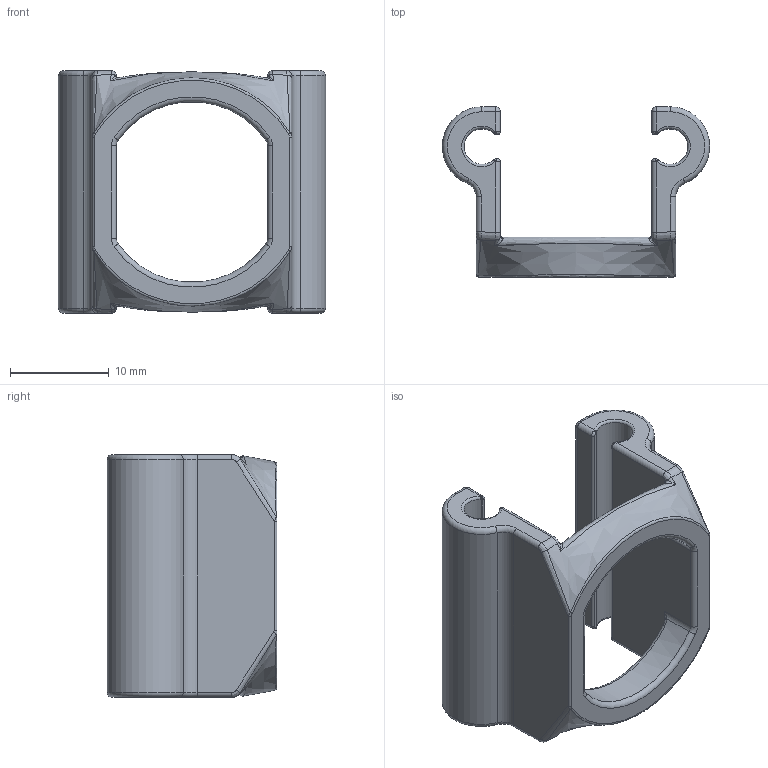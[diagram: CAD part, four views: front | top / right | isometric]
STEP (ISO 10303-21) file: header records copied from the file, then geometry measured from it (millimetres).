
FILE_DESCRIPTION((''),'2;1');
FILE_NAME('156776_SW','2011-10-06T',('banengservice'),('BANNER ENGINEERING'),'PRO/ENGINEER BY PARAMETRIC TECHNOLOGY CORPORATION, 2009141','PRO/ENGINEER BY PARAMETRIC TECHNOLOGY CORPORATION, 2009141','');
FILE_SCHEMA(('CONFIG_CONTROL_DESIGN'));
Length unit declared in the file: inch
Products named in the file (1): 156776_SW
Bounding box: 27 x 17.17 x 24.5 mm (x, y, z)
Volume: 2836.1 mm3; surface area: 2839.5 mm2
Topology: 1 solids, 1 shells, 159 faces, 354 edges, 196 vertices
Faces by surface type: bspline 62, cylinder 46, torus 20, plane 19, sphere 12
Entity records: 6648 total; most frequent: CARTESIAN_POINT 3451, ORIENTED_EDGE 708, DIRECTION 612, EDGE_CURVE 354, AXIS2_PLACEMENT_3D 265, VERTEX_POINT 196, CIRCLE 168, EDGE_LOOP 160
